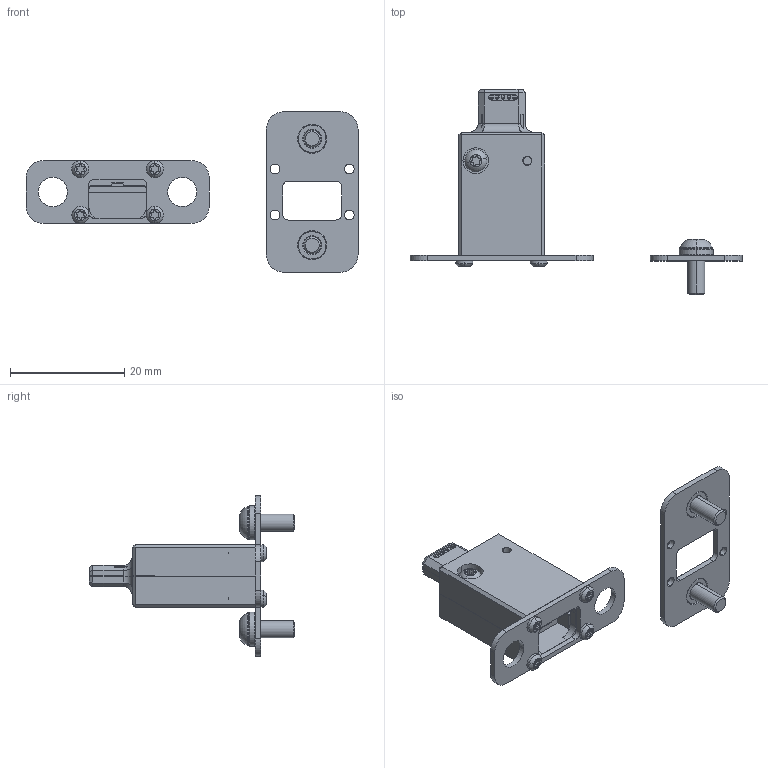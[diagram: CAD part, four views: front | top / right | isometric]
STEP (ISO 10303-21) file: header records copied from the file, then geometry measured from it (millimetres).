
FILE_DESCRIPTION (( 'STEP AP203' ), '1' );
FILE_NAME ('INGUN_113781.STEP', '2023-05-10T09:42:46', ( '' ), ( '' ), 'SwSTEP 2.0', 'SolidWorks 2021', '' );
FILE_SCHEMA (( 'CONFIG_CONTROL_DESIGN' ));
Length unit declared in the file: millimetre
Products named in the file (1): INGUN_113781
Bounding box: 58 x 35.9 x 28 mm (x, y, z)
Volume: 4119.9 mm3; surface area: 4407.3 mm2
Topology: 11 solids, 11 shells, 875 faces, 2107 edges, 1334 vertices
Faces by surface type: plane 463, cylinder 352, cone 44, torus 16
Entity records: 25652 total; most frequent: DIRECTION 4685, CARTESIAN_POINT 4377, ORIENTED_EDGE 4214, EDGE_CURVE 2107, AXIS2_PLACEMENT_3D 1718, VERTEX_POINT 1334, LINE 1249, VECTOR 1249
